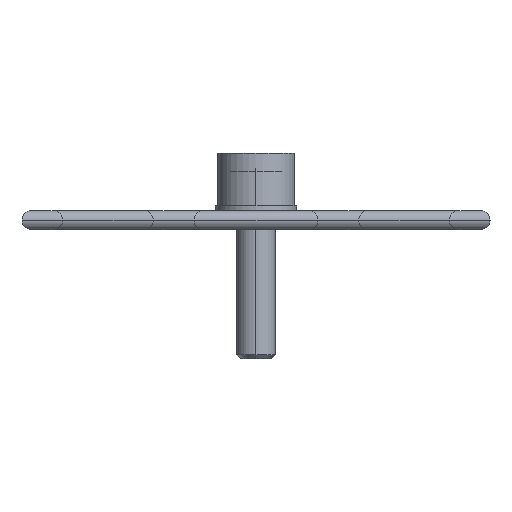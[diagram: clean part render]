
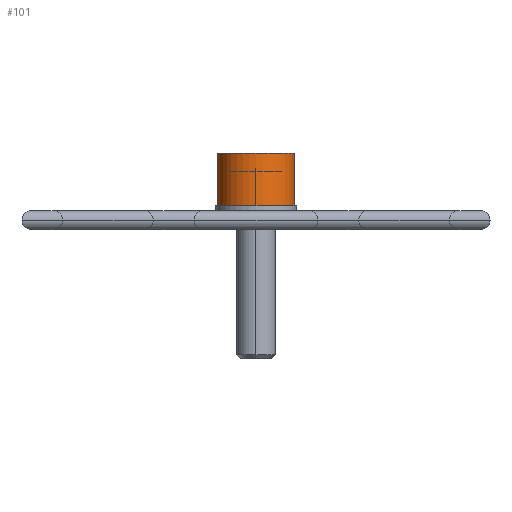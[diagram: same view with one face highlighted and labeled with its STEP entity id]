
A CAD part, left-side view. The second image highlights one B-rep face of the part: STEP entity #101.
In plain terms, the highlighted cylindrical face has radius 4 mm (diameter 8 mm), a partial arc.
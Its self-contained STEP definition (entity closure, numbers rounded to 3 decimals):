
#34 = VERTEX_POINT ( 'NONE', #5197 ) ;
#101 = ADVANCED_FACE ( 'NONE', ( #9900 ), #3896, .T. ) ;
#497 = DIRECTION ( 'NONE',  ( 0., 0., 1. ) ) ;
#819 = ORIENTED_EDGE ( 'NONE', *, *, #1594, .F. ) ;
#1594 = EDGE_CURVE ( 'NONE', #34, #2083, #11487, .T. ) ;
#2083 = VERTEX_POINT ( 'NONE', #13770 ) ;
#2103 = ORIENTED_EDGE ( 'NONE', *, *, #8118, .T. ) ;
#2186 = LINE ( 'NONE', #10779, #4529 ) ;
#2296 = EDGE_CURVE ( 'NONE', #2083, #5770, #3597, .T. ) ;
#3174 = CARTESIAN_POINT ( 'NONE',  ( 0., -8., 0. ) ) ;
#3597 = CIRCLE ( 'NONE', #15499, 4. ) ;
#3896 = CYLINDRICAL_SURFACE ( 'NONE', #11409, 4. ) ;
#3912 = CARTESIAN_POINT ( 'NONE',  ( 0., 0., 0. ) ) ;
#4529 = VECTOR ( 'NONE', #12156, 1000. ) ;
#4779 = EDGE_LOOP ( 'NONE', ( #819, #2103, #12816, #14912 ) ) ;
#4908 = CARTESIAN_POINT ( 'NONE',  ( 0., 0., 4. ) ) ;
#5107 = CARTESIAN_POINT ( 'NONE',  ( 0., -8., 0. ) ) ;
#5197 = CARTESIAN_POINT ( 'NONE',  ( 0., -8., -4. ) ) ;
#5770 = VERTEX_POINT ( 'NONE', #4908 ) ;
#6182 = DIRECTION ( 'NONE',  ( 0., 0., 1. ) ) ;
#6904 = DIRECTION ( 'NONE',  ( 0., 1., 0. ) ) ;
#8118 = EDGE_CURVE ( 'NONE', #34, #9568, #9455, .T. ) ;
#8291 = VECTOR ( 'NONE', #12480, 1000. ) ;
#8907 = CARTESIAN_POINT ( 'NONE',  ( 0., -8., -4. ) ) ;
#9312 = DIRECTION ( 'NONE',  ( 0., 1., 0. ) ) ;
#9455 = CIRCLE ( 'NONE', #15923, 4. ) ;
#9529 = EDGE_CURVE ( 'NONE', #9568, #5770, #2186, .T. ) ;
#9568 = VERTEX_POINT ( 'NONE', #15801 ) ;
#9900 = FACE_OUTER_BOUND ( 'NONE', #4779, .T. ) ;
#10779 = CARTESIAN_POINT ( 'NONE',  ( 0., -8., 4. ) ) ;
#11409 = AXIS2_PLACEMENT_3D ( 'NONE', #5107, #9312, #497 ) ;
#11487 = LINE ( 'NONE', #8907, #8291 ) ;
#12156 = DIRECTION ( 'NONE',  ( 0., 1., 0. ) ) ;
#12480 = DIRECTION ( 'NONE',  ( 0., 1., 0. ) ) ;
#12816 = ORIENTED_EDGE ( 'NONE', *, *, #9529, .T. ) ;
#13309 = DIRECTION ( 'NONE',  ( 0., 0., 1. ) ) ;
#13770 = CARTESIAN_POINT ( 'NONE',  ( 0., 0., -4. ) ) ;
#14912 = ORIENTED_EDGE ( 'NONE', *, *, #2296, .F. ) ;
#15499 = AXIS2_PLACEMENT_3D ( 'NONE', #3912, #15976, #6182 ) ;
#15801 = CARTESIAN_POINT ( 'NONE',  ( 0., -8., 4. ) ) ;
#15923 = AXIS2_PLACEMENT_3D ( 'NONE', #3174, #6904, #13309 ) ;
#15976 = DIRECTION ( 'NONE',  ( 0., 1., 0. ) ) ;
